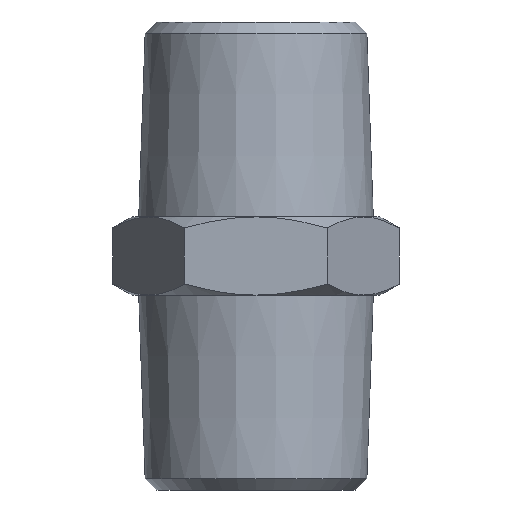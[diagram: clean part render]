
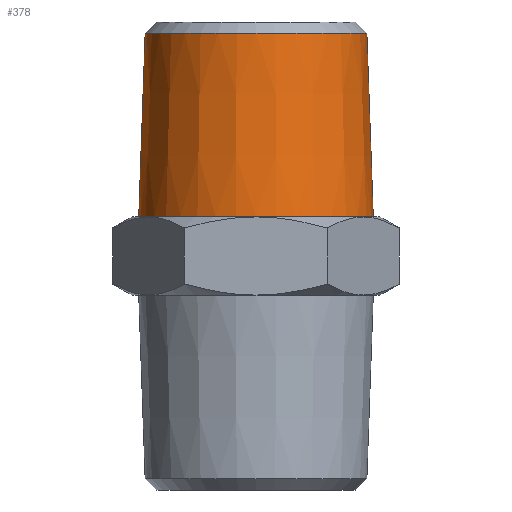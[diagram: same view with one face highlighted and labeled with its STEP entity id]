
A CAD part, front view. The second image highlights one B-rep face of the part: STEP entity #378.
In plain terms, the highlighted conical face has half-angle 2 degrees and reference radius 10.5 mm.
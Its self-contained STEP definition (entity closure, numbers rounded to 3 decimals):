
#68=FACE_BOUND('',#115,.T.);
#79=FACE_OUTER_BOUND('',#114,.T.);
#114=EDGE_LOOP('',(#262));
#115=EDGE_LOOP('',(#263));
#148=CIRCLE('',#433,9.926);
#149=CIRCLE('',#435,10.5);
#170=VERTEX_POINT('',#601);
#171=VERTEX_POINT('',#604);
#204=EDGE_CURVE('',#170,#170,#148,.T.);
#205=EDGE_CURVE('',#171,#171,#149,.T.);
#262=ORIENTED_EDGE('',*,*,#205,.F.);
#263=ORIENTED_EDGE('',*,*,#204,.F.);
#357=CONICAL_SURFACE('',#434,10.5,0.035);
#378=ADVANCED_FACE('',(#79,#68),#357,.T.);
#433=AXIS2_PLACEMENT_3D('',#602,#498,#499);
#434=AXIS2_PLACEMENT_3D('',#603,#500,#501);
#435=AXIS2_PLACEMENT_3D('',#605,#502,#503);
#498=DIRECTION('center_axis',(0.,0.,1.));
#499=DIRECTION('ref_axis',(1.,0.,0.));
#500=DIRECTION('center_axis',(0.,0.,-1.));
#501=DIRECTION('ref_axis',(1.,0.,0.));
#502=DIRECTION('center_axis',(0.,0.,-1.));
#503=DIRECTION('ref_axis',(1.,0.,0.));
#601=CARTESIAN_POINT('',(-9.926,0.,23.451));
#602=CARTESIAN_POINT('Origin',(0.,0.,23.451));
#603=CARTESIAN_POINT('Origin',(0.,0.,7.));
#604=CARTESIAN_POINT('',(-10.5,0.,7.));
#605=CARTESIAN_POINT('Origin',(0.,0.,7.));
